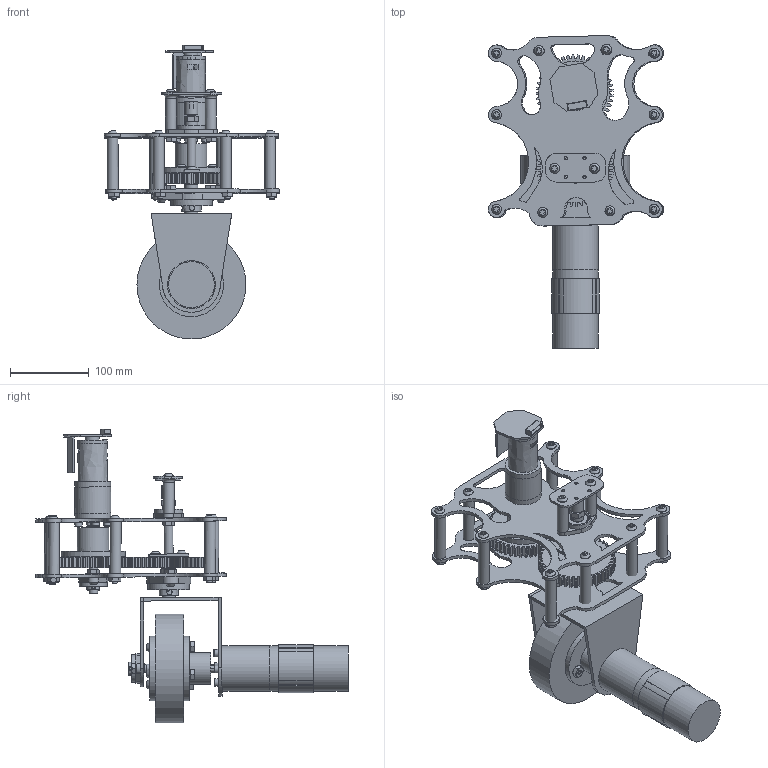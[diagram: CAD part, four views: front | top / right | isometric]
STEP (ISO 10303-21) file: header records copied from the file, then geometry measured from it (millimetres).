
FILE_DESCRIPTION(('FreeCAD Model'),'2;1');
FILE_NAME('Open CASCADE Shape Model','2025-05-02T19:12:10',('FreeCAD'),( 'FreeCAD'),'Open CASCADE STEP processor 7.6','FreeCAD','Unknown');
FILE_SCHEMA(('AUTOMOTIVE_DESIGN { 1 0 10303 214 1 1 1 1 }'));
Products named in the file (1): Open CASCADE STEP translator 7.6 1
Bounding box: 222.43 x 396.89 x 373.13 mm (x, y, z)
Volume: 2114531.6 mm3; surface area: 608117.1 mm2
Topology: 124 solids, 124 shells, 2599 faces, 6185 edges, 4001 vertices
Faces by surface type: bspline 2599
Entity records: 257605 total; most frequent: CARTESIAN_POINT 220713, ORIENTED_EDGE 12370, EDGE_CURVE 6185, VERTEX_POINT 4001, B_SPLINE_CURVE_WITH_KNOTS 3852, FACE_BOUND 3044, EDGE_LOOP 3044, ADVANCED_FACE 2599
